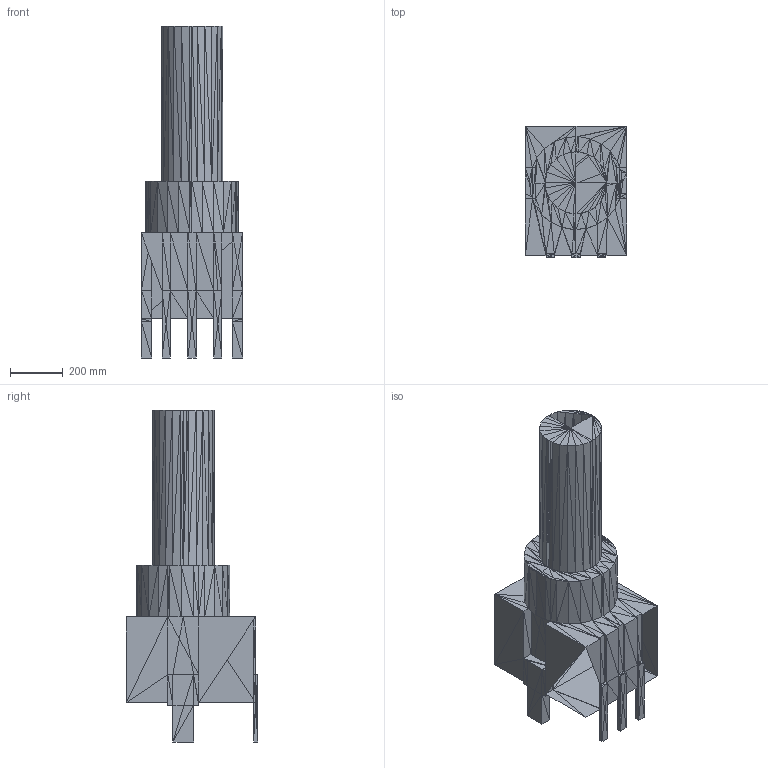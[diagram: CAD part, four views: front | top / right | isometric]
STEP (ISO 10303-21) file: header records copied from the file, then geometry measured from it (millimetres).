
FILE_DESCRIPTION(('FreeCAD Model'),'2;1');
FILE_NAME('RV09AF-40-20K.step','2018-03-05T22:02:47',( 'kicad StepUp'),('ksu MCAD'),'Open CASCADE STEP processor 6.8', 'FreeCAD','Unknown');
FILE_SCHEMA(('AUTOMOTIVE_DESIGN_CC2 { 1 2 10303 214 -1 1 5 4 }'));
Length unit declared in the file: millimetre
Products named in the file (2): ASSEMBLY; Compound003
Assembly tree (1 placements, depth 2):
  ASSEMBLY
    Compound003
Bounding box: 385.83 x 500 x 1263.78 mm (x, y, z)
Volume: 67901.2 mm3; surface area: 3860730.9 mm2
Topology: 89 solids, 98 shells, 1164 faces, 1800 edges, 763 vertices
Faces by surface type: plane 1164
Entity records: 24537 total; most frequent: DIRECTION 4142, CARTESIAN_POINT 3739, ORIENTED_EDGE 3608, EDGE_CURVE 1810, LINE 1810, VECTOR 1810, AXIS2_PLACEMENT_3D 1166, FACE_BOUND 1166
